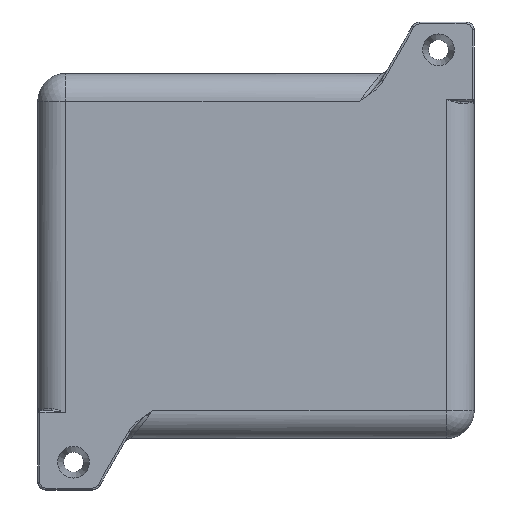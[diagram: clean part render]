
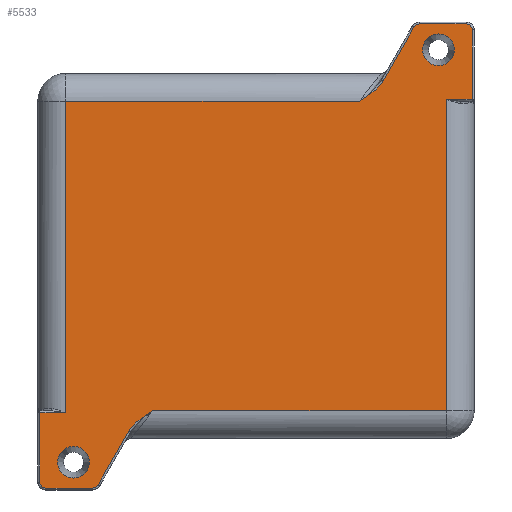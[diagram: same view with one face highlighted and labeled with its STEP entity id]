
A CAD part, front view. The second image highlights one B-rep face of the part: STEP entity #5533.
In plain terms, the highlighted planar face has unit normal (0, -1, 0).
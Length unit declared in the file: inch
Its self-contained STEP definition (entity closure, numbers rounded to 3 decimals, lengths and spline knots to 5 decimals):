
#41=B_SPLINE_CURVE_WITH_KNOTS('',3,(#7852,#7853,#7854,#7855,#7856,#7857,
#7858,#7859),.UNSPECIFIED.,.F.,.F.,(4,2,1,1,4),(-0.00204,0.,
0.4943,0.74145,1.23574),.UNSPECIFIED.);
#65=B_SPLINE_CURVE_WITH_KNOTS('',3,(#8883,#8884,#8885,#8886,#8887,#8888,
#8889,#8890),.UNSPECIFIED.,.F.,.F.,(4,2,1,1,4),(-0.00204,0.,
0.4943,0.74145,1.23574),.UNSPECIFIED.);
#341=LINE('',#7782,#809);
#345=LINE('',#7795,#813);
#347=LINE('',#7865,#815);
#349=LINE('',#7901,#817);
#350=LINE('',#7933,#818);
#380=LINE('',#8820,#848);
#384=LINE('',#8833,#852);
#387=LINE('',#8894,#855);
#388=LINE('',#8926,#856);
#389=LINE('',#8956,#857);
#391=LINE('',#8959,#859);
#392=LINE('',#8960,#860);
#809=VECTOR('',#6348,0.3937);
#813=VECTOR('',#6360,0.3937);
#815=VECTOR('',#6374,0.3937);
#817=VECTOR('',#6386,0.3937);
#818=VECTOR('',#6395,0.3937);
#848=VECTOR('',#6563,0.3937);
#852=VECTOR('',#6575,0.3937);
#855=VECTOR('',#6592,0.3937);
#856=VECTOR('',#6601,0.3937);
#857=VECTOR('',#6608,0.3937);
#859=VECTOR('',#6612,0.3937);
#860=VECTOR('',#6613,0.3937);
#1280=PLANE('',#5977);
#1426=FACE_BOUND('',#1971,.T.);
#1427=FACE_BOUND('',#1972,.T.);
#1478=ELLIPSE('',#5883,0.09379,0.09375);
#1480=ELLIPSE('',#5888,0.09381,0.09375);
#1505=ELLIPSE('',#5971,0.09379,0.09375);
#1506=ELLIPSE('',#5975,0.09381,0.09375);
#1608=FACE_OUTER_BOUND('',#1970,.T.);
#1970=EDGE_LOOP('',(#4036,#4037,#4038,#4039,#4040,#4041,#4042,#4043,#4044,
#4045,#4046,#4047,#4048,#4049,#4050,#4051,#4052,#4053));
#1971=EDGE_LOOP('',(#4054));
#1972=EDGE_LOOP('',(#4055));
#2333=CIRCLE('',#5978,0.25004);
#2334=CIRCLE('',#5979,0.25004);
#2419=VERTEX_POINT('',#7653);
#2424=VERTEX_POINT('',#7781);
#2429=VERTEX_POINT('',#7793);
#2431=VERTEX_POINT('',#7840);
#2433=VERTEX_POINT('',#7843);
#2434=VERTEX_POINT('',#7861);
#2436=VERTEX_POINT('',#7891);
#2438=VERTEX_POINT('',#7897);
#2440=VERTEX_POINT('',#7927);
#2494=VERTEX_POINT('',#8611);
#2500=VERTEX_POINT('',#8691);
#2505=VERTEX_POINT('',#8819);
#2510=VERTEX_POINT('',#8831);
#2512=VERTEX_POINT('',#8881);
#2513=VERTEX_POINT('',#8892);
#2514=VERTEX_POINT('',#8920);
#2515=VERTEX_POINT('',#8924);
#2516=VERTEX_POINT('',#8952);
#2517=VERTEX_POINT('',#8961);
#2518=VERTEX_POINT('',#8963);
#2953=EDGE_CURVE('',#2419,#2424,#341,.T.);
#2960=EDGE_CURVE('',#2429,#2419,#345,.T.);
#2965=EDGE_CURVE('',#2433,#2431,#41,.T.);
#2968=EDGE_CURVE('',#2431,#2434,#347,.T.);
#2971=EDGE_CURVE('',#2434,#2436,#1478,.T.);
#2974=EDGE_CURVE('',#2436,#2438,#349,.T.);
#2977=EDGE_CURVE('',#2438,#2440,#1480,.T.);
#2978=EDGE_CURVE('',#2440,#2429,#350,.T.);
#3081=EDGE_CURVE('',#2500,#2505,#380,.T.);
#3088=EDGE_CURVE('',#2510,#2500,#384,.T.);
#3094=EDGE_CURVE('',#2494,#2512,#65,.T.);
#3096=EDGE_CURVE('',#2512,#2513,#387,.T.);
#3098=EDGE_CURVE('',#2513,#2514,#1505,.T.);
#3100=EDGE_CURVE('',#2514,#2515,#388,.T.);
#3102=EDGE_CURVE('',#2515,#2516,#1506,.T.);
#3103=EDGE_CURVE('',#2516,#2510,#389,.T.);
#3105=EDGE_CURVE('',#2505,#2433,#391,.T.);
#3106=EDGE_CURVE('',#2424,#2494,#392,.T.);
#3107=EDGE_CURVE('',#2517,#2517,#2333,.T.);
#3108=EDGE_CURVE('',#2518,#2518,#2334,.T.);
#4036=ORIENTED_EDGE('',*,*,#2965,.F.);
#4037=ORIENTED_EDGE('',*,*,#3105,.F.);
#4038=ORIENTED_EDGE('',*,*,#3081,.F.);
#4039=ORIENTED_EDGE('',*,*,#3088,.F.);
#4040=ORIENTED_EDGE('',*,*,#3103,.F.);
#4041=ORIENTED_EDGE('',*,*,#3102,.F.);
#4042=ORIENTED_EDGE('',*,*,#3100,.F.);
#4043=ORIENTED_EDGE('',*,*,#3098,.F.);
#4044=ORIENTED_EDGE('',*,*,#3096,.F.);
#4045=ORIENTED_EDGE('',*,*,#3094,.F.);
#4046=ORIENTED_EDGE('',*,*,#3106,.F.);
#4047=ORIENTED_EDGE('',*,*,#2953,.F.);
#4048=ORIENTED_EDGE('',*,*,#2960,.F.);
#4049=ORIENTED_EDGE('',*,*,#2978,.F.);
#4050=ORIENTED_EDGE('',*,*,#2977,.F.);
#4051=ORIENTED_EDGE('',*,*,#2974,.F.);
#4052=ORIENTED_EDGE('',*,*,#2971,.F.);
#4053=ORIENTED_EDGE('',*,*,#2968,.F.);
#4054=ORIENTED_EDGE('',*,*,#3107,.T.);
#4055=ORIENTED_EDGE('',*,*,#3108,.T.);
#5533=ADVANCED_FACE('',(#1608,#1426,#1427),#1280,.T.);
#5883=AXIS2_PLACEMENT_3D('',#7895,#6379,#6380);
#5888=AXIS2_PLACEMENT_3D('',#7931,#6391,#6392);
#5971=AXIS2_PLACEMENT_3D('',#8922,#6595,#6596);
#5975=AXIS2_PLACEMENT_3D('',#8954,#6604,#6605);
#5977=AXIS2_PLACEMENT_3D('',#8958,#6610,#6611);
#5978=AXIS2_PLACEMENT_3D('',#8962,#6614,#6615);
#5979=AXIS2_PLACEMENT_3D('',#8964,#6616,#6617);
#6348=DIRECTION('',(0.,0.,-1.));
#6360=DIRECTION('',(-1.,0.,0.));
#6374=DIRECTION('',(0.5,0.,0.866));
#6379=DIRECTION('center_axis',(0.,1.,0.));
#6380=DIRECTION('ref_axis',(-0.5,0.,0.866));
#6386=DIRECTION('',(1.,0.,0.));
#6391=DIRECTION('center_axis',(0.,1.,0.));
#6392=DIRECTION('ref_axis',(0.707,0.,0.707));
#6395=DIRECTION('',(0.,0.,-1.));
#6563=DIRECTION('',(0.,0.,1.));
#6575=DIRECTION('',(1.,0.,0.));
#6592=DIRECTION('',(-0.5,0.,-0.866));
#6595=DIRECTION('center_axis',(0.,1.,0.));
#6596=DIRECTION('ref_axis',(0.5,0.,-0.866));
#6601=DIRECTION('',(-1.,0.,0.));
#6604=DIRECTION('center_axis',(0.,1.,0.));
#6605=DIRECTION('ref_axis',(-0.707,0.,-0.707));
#6608=DIRECTION('',(0.,0.,1.));
#6610=DIRECTION('center_axis',(0.,-1.,0.));
#6611=DIRECTION('ref_axis',(1.,0.,0.));
#6612=DIRECTION('',(1.,0.,0.));
#6613=DIRECTION('',(-1.,0.,0.));
#6614=DIRECTION('center_axis',(0.,1.,0.));
#6615=DIRECTION('ref_axis',(1.,0.,0.));
#6616=DIRECTION('center_axis',(0.,1.,0.));
#6617=DIRECTION('ref_axis',(1.,0.,0.));
#7653=CARTESIAN_POINT('',(3.00087,-2.625,2.47045));
#7781=CARTESIAN_POINT('',(3.00087,-2.625,-2.43837));
#7782=CARTESIAN_POINT('',(3.00087,-2.625,0.));
#7793=CARTESIAN_POINT('',(3.40614,-2.625,2.47045));
#7795=CARTESIAN_POINT('',(0.06286,-2.625,2.47045));
#7840=CARTESIAN_POINT('',(1.99813,-2.625,2.75356));
#7843=CARTESIAN_POINT('',(1.63095,-2.625,2.43837));
#7852=CARTESIAN_POINT('Ctrl Pts',(1.63095,-2.625,2.43837));
#7853=CARTESIAN_POINT('Ctrl Pts',(1.63118,-2.625,2.43852));
#7854=CARTESIAN_POINT('Ctrl Pts',(1.6314,-2.625,2.43866));
#7855=CARTESIAN_POINT('Ctrl Pts',(1.68612,-2.625,2.47398));
#7856=CARTESIAN_POINT('Ctrl Pts',(1.76885,-2.625,2.52693));
#7857=CARTESIAN_POINT('Ctrl Pts',(1.8967,-2.625,2.62565));
#7858=CARTESIAN_POINT('Ctrl Pts',(1.9657,-2.625,2.69738));
#7859=CARTESIAN_POINT('Ctrl Pts',(1.99813,-2.625,2.75356));
#7861=CARTESIAN_POINT('',(2.49219,-2.625,3.60928));
#7865=CARTESIAN_POINT('',(0.64252,-2.625,0.40557));
#7891=CARTESIAN_POINT('',(2.57335,-2.625,3.65614));
#7895=CARTESIAN_POINT('Origin',(2.57339,-2.625,3.56236));
#7897=CARTESIAN_POINT('',(3.31242,-2.625,3.65614));
#7901=CARTESIAN_POINT('',(-0.40589,-2.625,3.65614));
#7927=CARTESIAN_POINT('',(3.40614,-2.625,3.56242));
#7931=CARTESIAN_POINT('Origin',(3.31236,-2.625,3.56236));
#7933=CARTESIAN_POINT('',(3.40614,-2.625,1.84411));
#8611=CARTESIAN_POINT('',(-1.63095,-2.625,-2.43837));
#8691=CARTESIAN_POINT('',(-3.00087,-2.625,-2.47045));
#8819=CARTESIAN_POINT('',(-3.00087,-2.625,2.43837));
#8820=CARTESIAN_POINT('',(-3.00087,-2.625,0.));
#8831=CARTESIAN_POINT('',(-3.40614,-2.625,-2.47045));
#8833=CARTESIAN_POINT('',(-3.37536,-2.625,-2.47045));
#8881=CARTESIAN_POINT('',(-1.99813,-2.625,-2.75356));
#8883=CARTESIAN_POINT('Ctrl Pts',(-1.63095,-2.625,-2.43837));
#8884=CARTESIAN_POINT('Ctrl Pts',(-1.63118,-2.625,-2.43852));
#8885=CARTESIAN_POINT('Ctrl Pts',(-1.6314,-2.625,-2.43866));
#8886=CARTESIAN_POINT('Ctrl Pts',(-1.68612,-2.625,-2.47398));
#8887=CARTESIAN_POINT('Ctrl Pts',(-1.76885,-2.625,-2.52693));
#8888=CARTESIAN_POINT('Ctrl Pts',(-1.8967,-2.625,-2.62565));
#8889=CARTESIAN_POINT('Ctrl Pts',(-1.9657,-2.625,-2.69738));
#8890=CARTESIAN_POINT('Ctrl Pts',(-1.99813,-2.625,-2.75356));
#8892=CARTESIAN_POINT('',(-2.49219,-2.625,-3.60928));
#8894=CARTESIAN_POINT('',(-1.47065,-2.625,-1.83993));
#8920=CARTESIAN_POINT('',(-2.57335,-2.625,-3.65614));
#8922=CARTESIAN_POINT('Origin',(-2.57339,-2.625,-3.56236));
#8924=CARTESIAN_POINT('',(-3.31242,-2.625,-3.65614));
#8926=CARTESIAN_POINT('',(-2.90661,-2.625,-3.65614));
#8952=CARTESIAN_POINT('',(-3.40614,-2.625,-3.56242));
#8954=CARTESIAN_POINT('Origin',(-3.31236,-2.625,-3.56236));
#8956=CARTESIAN_POINT('',(-3.40614,-2.625,-1.84411));
#8958=CARTESIAN_POINT('Origin',(-3.3125,-2.625,0.));
#8959=CARTESIAN_POINT('',(-1.65625,-2.625,2.43837));
#8960=CARTESIAN_POINT('',(-1.65625,-2.625,-2.43837));
#8961=CARTESIAN_POINT('',(2.62496,-2.625,3.25));
#8962=CARTESIAN_POINT('Origin',(2.875,-2.625,3.25));
#8963=CARTESIAN_POINT('',(-3.12504,-2.625,-3.25));
#8964=CARTESIAN_POINT('Origin',(-2.875,-2.625,-3.25));
